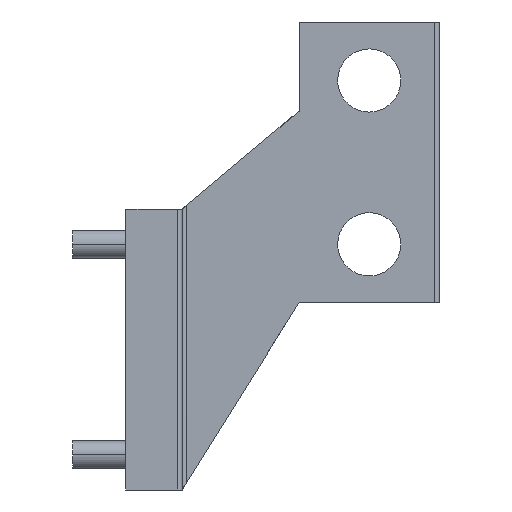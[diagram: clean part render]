
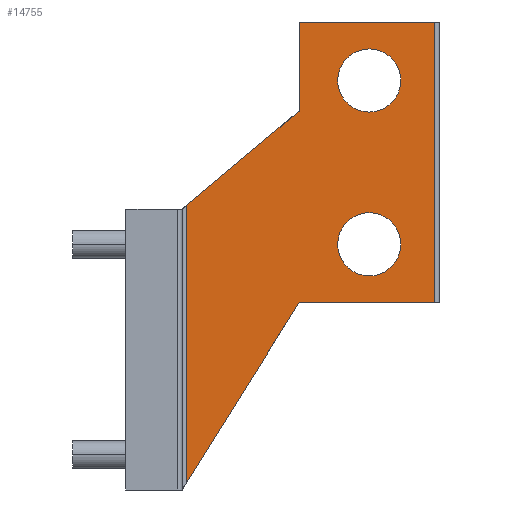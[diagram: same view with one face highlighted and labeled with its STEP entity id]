
A CAD part, left-side view. The second image highlights one B-rep face of the part: STEP entity #14755.
In plain terms, the highlighted planar face has unit normal (-1, 0, 0).
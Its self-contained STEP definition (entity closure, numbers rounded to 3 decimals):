
#13621=AXIS2_PLACEMENT_3D('Circle Axis2P3D',#13619,#13620,$) ;
#13647=AXIS2_PLACEMENT_3D('Circle Axis2P3D',#13645,#13646,$) ;
#13868=AXIS2_PLACEMENT_3D('Circle Axis2P3D',#13866,#13867,$) ;
#13894=AXIS2_PLACEMENT_3D('Circle Axis2P3D',#13892,#13893,$) ;
#14717=AXIS2_PLACEMENT_3D('Plane Axis2P3D',#14714,#14715,#14716) ;
#13614=CARTESIAN_POINT('Vertex',(-243.,-38.764,234.424)) ;
#13619=CARTESIAN_POINT('Axis2P3D Location',(-243.,-42.,228.5)) ;
#13623=CARTESIAN_POINT('Vertex',(-243.,-45.236,222.576)) ;
#13645=CARTESIAN_POINT('Axis2P3D Location',(-243.,-42.,228.5)) ;
#13666=CARTESIAN_POINT('Vertex',(-243.,-27.,256.977)) ;
#13671=CARTESIAN_POINT('Line Origine',(-243.,-27.,266.489)) ;
#13675=CARTESIAN_POINT('Vertex',(-243.,-27.,276.)) ;
#13861=CARTESIAN_POINT('Vertex',(-243.,-45.236,257.576)) ;
#13866=CARTESIAN_POINT('Axis2P3D Location',(-243.,-42.,263.5)) ;
#13870=CARTESIAN_POINT('Vertex',(-243.,-38.764,269.424)) ;
#13892=CARTESIAN_POINT('Axis2P3D Location',(-243.,-42.,263.5)) ;
#14199=CARTESIAN_POINT('Vertex',(-243.,-3.,177.6)) ;
#14227=CARTESIAN_POINT('Vertex',(-243.,-27.,216.)) ;
#14230=CARTESIAN_POINT('Line Origine',(-243.,-15.,196.8)) ;
#14269=CARTESIAN_POINT('Vertex',(-243.,-3.,236.839)) ;
#14272=CARTESIAN_POINT('Line Origine',(-243.,-15.,246.908)) ;
#14301=CARTESIAN_POINT('Line Origine',(-243.,-3.,226.)) ;
#14714=CARTESIAN_POINT('Axis2P3D Location',(-243.,10.,236.)) ;
#14719=CARTESIAN_POINT('Line Origine',(-243.,-56.,246.)) ;
#14723=CARTESIAN_POINT('Vertex',(-243.,-56.,276.)) ;
#14725=CARTESIAN_POINT('Vertex',(-243.,-56.,216.)) ;
#14728=CARTESIAN_POINT('Line Origine',(-243.,-41.5,276.)) ;
#14733=CARTESIAN_POINT('Line Origine',(-243.,-41.5,216.)) ;
#13620=DIRECTION('Axis2P3D Direction',(-1.,0.,0.)) ;
#13646=DIRECTION('Axis2P3D Direction',(-1.,0.,0.)) ;
#13672=DIRECTION('Vector Direction',(0.,0.,1.)) ;
#13867=DIRECTION('Axis2P3D Direction',(-1.,0.,0.)) ;
#13893=DIRECTION('Axis2P3D Direction',(-1.,0.,0.)) ;
#14231=DIRECTION('Vector Direction',(0.,0.53,-0.848)) ;
#14273=DIRECTION('Vector Direction',(0.,-0.766,0.643)) ;
#14302=DIRECTION('Vector Direction',(0.,0.,1.)) ;
#14715=DIRECTION('Axis2P3D Direction',(1.,0.,0.)) ;
#14716=DIRECTION('Axis2P3D XDirection',(0.,0.,1.)) ;
#14720=DIRECTION('Vector Direction',(0.,0.,-1.)) ;
#14729=DIRECTION('Vector Direction',(0.,-1.,0.)) ;
#14734=DIRECTION('Vector Direction',(0.,1.,0.)) ;
#13673=VECTOR('Line Direction',#13672,1.) ;
#14232=VECTOR('Line Direction',#14231,1.) ;
#14274=VECTOR('Line Direction',#14273,1.) ;
#14303=VECTOR('Line Direction',#14302,1.) ;
#14721=VECTOR('Line Direction',#14720,1.) ;
#14730=VECTOR('Line Direction',#14729,1.) ;
#14735=VECTOR('Line Direction',#14734,1.) ;
#14739=ORIENTED_EDGE('',*,*,#14727,.F.) ;
#14740=ORIENTED_EDGE('',*,*,#14732,.F.) ;
#14741=ORIENTED_EDGE('',*,*,#13677,.F.) ;
#14742=ORIENTED_EDGE('',*,*,#14276,.F.) ;
#14743=ORIENTED_EDGE('',*,*,#14305,.T.) ;
#14744=ORIENTED_EDGE('',*,*,#14234,.F.) ;
#14745=ORIENTED_EDGE('',*,*,#14737,.F.) ;
#14748=ORIENTED_EDGE('',*,*,#13896,.T.) ;
#14749=ORIENTED_EDGE('',*,*,#13872,.T.) ;
#14752=ORIENTED_EDGE('',*,*,#13649,.T.) ;
#14753=ORIENTED_EDGE('',*,*,#13625,.T.) ;
#14750=FACE_BOUND('',#14747,.T.) ;
#14754=FACE_BOUND('',#14751,.T.) ;
#14755=ADVANCED_FACE('RB2893003_1PA_001_01_SPREAD_REAR_TERM_MULTI_N1.5\\PartBody',(#14746,#14750,#14754),#14718,.F.) ;
#13622=CIRCLE('generated circle',#13621,6.75) ;
#13648=CIRCLE('generated circle',#13647,6.75) ;
#13869=CIRCLE('generated circle',#13868,6.75) ;
#13895=CIRCLE('generated circle',#13894,6.75) ;
#13625=EDGE_CURVE('',#13624,#13615,#13622,.F.) ;
#13649=EDGE_CURVE('',#13615,#13624,#13648,.F.) ;
#13677=EDGE_CURVE('',#13667,#13676,#13674,.T.) ;
#13872=EDGE_CURVE('',#13871,#13862,#13869,.F.) ;
#13896=EDGE_CURVE('',#13862,#13871,#13895,.F.) ;
#14234=EDGE_CURVE('',#14228,#14200,#14233,.T.) ;
#14276=EDGE_CURVE('',#14270,#13667,#14275,.T.) ;
#14305=EDGE_CURVE('',#14270,#14200,#14304,.F.) ;
#14727=EDGE_CURVE('',#14724,#14726,#14722,.T.) ;
#14732=EDGE_CURVE('',#13676,#14724,#14731,.T.) ;
#14737=EDGE_CURVE('',#14726,#14228,#14736,.T.) ;
#14738=EDGE_LOOP('',(#14739,#14740,#14741,#14742,#14743,#14744,#14745)) ;
#14747=EDGE_LOOP('',(#14748,#14749)) ;
#14751=EDGE_LOOP('',(#14752,#14753)) ;
#14746=FACE_OUTER_BOUND('',#14738,.T.) ;
#13674=LINE('Line',#13671,#13673) ;
#14233=LINE('Line',#14230,#14232) ;
#14275=LINE('Line',#14272,#14274) ;
#14304=LINE('Line',#14301,#14303) ;
#14722=LINE('Line',#14719,#14721) ;
#14731=LINE('Line',#14728,#14730) ;
#14736=LINE('Line',#14733,#14735) ;
#14718=PLANE('',#14717) ;
#13615=VERTEX_POINT('',#13614) ;
#13624=VERTEX_POINT('',#13623) ;
#13667=VERTEX_POINT('',#13666) ;
#13676=VERTEX_POINT('',#13675) ;
#13862=VERTEX_POINT('',#13861) ;
#13871=VERTEX_POINT('',#13870) ;
#14200=VERTEX_POINT('',#14199) ;
#14228=VERTEX_POINT('',#14227) ;
#14270=VERTEX_POINT('',#14269) ;
#14724=VERTEX_POINT('',#14723) ;
#14726=VERTEX_POINT('',#14725) ;
